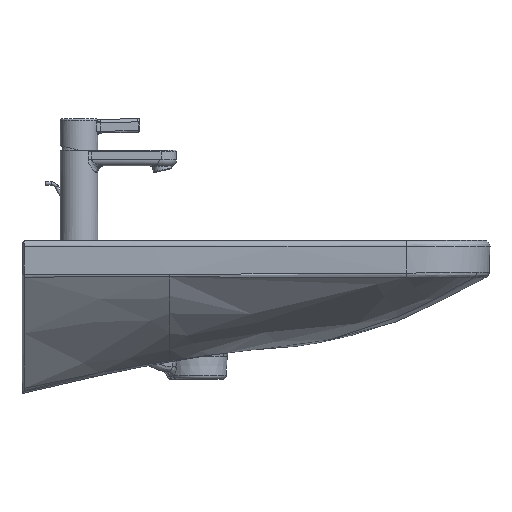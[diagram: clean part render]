
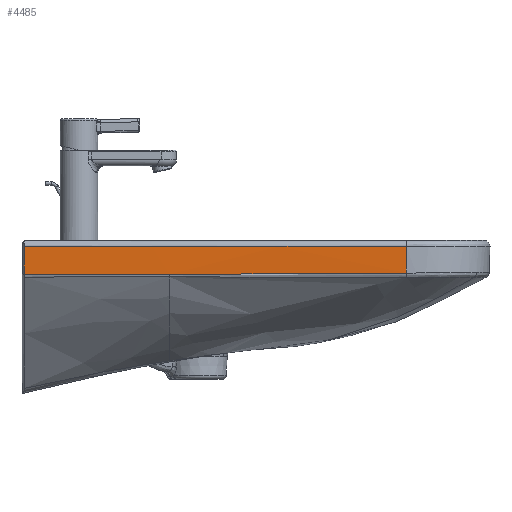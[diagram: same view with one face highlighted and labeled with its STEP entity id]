
A CAD part, front view. The second image highlights one B-rep face of the part: STEP entity #4485.
In plain terms, the highlighted conical face has half-angle 1.693 degrees and reference radius 14999.3 mm.
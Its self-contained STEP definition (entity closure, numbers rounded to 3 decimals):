
#3239=CARTESIAN_POINT('',(2.703,-323.84,-7.207));
#3240=VERTEX_POINT('',#3239);
#3254=CARTESIAN_POINT('',(467.996,-321.968,-7.207));
#3255=VERTEX_POINT('',#3254);
#3256=CARTESIAN_POINT('',(175.0,14675.5,-7.207));
#3257=DIRECTION('',(0.0,0.0,1.0));
#3258=DIRECTION('',(1.0,0.0,0.0));
#3259=AXIS2_PLACEMENT_3D('',#3256,#3257,#3258);
#3260=CIRCLE('',#3259,15000.33);
#3261=EDGE_CURVE('',#3240,#3255,#3260,.T.);
#4363=CARTESIAN_POINT('',(2.713,-322.841,-41.02));
#4364=VERTEX_POINT('',#4363);
#4374=CARTESIAN_POINT('',(2.703,-323.84,-7.207));
#4375=CARTESIAN_POINT('',(2.704,-323.713,-11.519));
#4376=CARTESIAN_POINT('',(2.706,-323.586,-15.831));
#4377=CARTESIAN_POINT('',(2.707,-323.458,-20.143));
#4378=CARTESIAN_POINT('',(2.709,-323.258,-26.906));
#4379=CARTESIAN_POINT('',(2.711,-323.058,-33.668));
#4380=CARTESIAN_POINT('',(2.712,-322.986,-36.119));
#4381=CARTESIAN_POINT('',(2.712,-322.913,-38.569));
#4382=CARTESIAN_POINT('',(2.713,-322.841,-41.02));
#4383=B_SPLINE_CURVE_WITH_KNOTS('',5,(#4374,#4375,#4376,#4377,#4378,#4379,#4380,#4381,#4382),.UNSPECIFIED.,.F.,.U.,(6,3,6),(57.953,88.457,105.792),.UNSPECIFIED.);
#4384=EDGE_CURVE('',#4364,#3240,#4383,.F.);
#4390=CARTESIAN_POINT('',(175.0,14675.5,-42.84));
#4391=DIRECTION('',(0.0,0.0,1.0));
#4392=DIRECTION('',(-0.012,-1.,0.0));
#4393=AXIS2_PLACEMENT_3D('',#4390,#4391,#4392);
#4394=CONICAL_SURFACE('',#4393,14999.277,1.693);
#4395=CARTESIAN_POINT('',(467.978,-321.008,-39.716));
#4396=VERTEX_POINT('',#4395);
#4397=CARTESIAN_POINT('',(467.978,-321.008,-39.716));
#4398=DIRECTION('',(0.001,-0.03,1.));
#4399=VECTOR('',#4398,32.523);
#4400=LINE('',#4397,#4399);
#4401=EDGE_CURVE('',#3255,#4396,#4400,.F.);
#4402=ORIENTED_EDGE('',*,*,#4401,.F.);
#4403=ORIENTED_EDGE('',*,*,#3261,.F.);
#4404=ORIENTED_EDGE('',*,*,#4384,.F.);
#4405=CARTESIAN_POINT('',(179.995,-323.823,-41.233));
#4406=VERTEX_POINT('',#4405);
#4407=CARTESIAN_POINT('',(179.995,-323.823,-41.233));
#4408=CARTESIAN_POINT('',(176.599,-323.824,-41.238));
#4409=CARTESIAN_POINT('',(173.205,-323.824,-41.242));
#4410=CARTESIAN_POINT('',(169.813,-323.824,-41.245));
#4411=CARTESIAN_POINT('',(156.303,-323.816,-41.257));
#4412=CARTESIAN_POINT('',(142.854,-323.794,-41.262));
#4413=CARTESIAN_POINT('',(132.899,-323.769,-41.263));
#4414=CARTESIAN_POINT('',(119.423,-323.725,-41.26));
#4415=CARTESIAN_POINT('',(105.934,-323.665,-41.251));
#4416=CARTESIAN_POINT('',(102.565,-323.649,-41.248));
#4417=CARTESIAN_POINT('',(95.87,-323.616,-41.242));
#4418=CARTESIAN_POINT('',(89.193,-323.579,-41.235));
#4419=CARTESIAN_POINT('',(85.686,-323.559,-41.231));
#4420=CARTESIAN_POINT('',(74.7,-323.492,-41.217));
#4421=CARTESIAN_POINT('',(63.751,-323.416,-41.198));
#4422=CARTESIAN_POINT('',(56.109,-323.357,-41.183));
#4423=CARTESIAN_POINT('',(42.953,-323.249,-41.153));
#4424=CARTESIAN_POINT('',(29.821,-323.127,-41.115));
#4425=CARTESIAN_POINT('',(24.312,-323.073,-41.098));
#4426=CARTESIAN_POINT('',(16.703,-322.995,-41.072));
#4427=CARTESIAN_POINT('',(9.096,-322.913,-41.044));
#4428=CARTESIAN_POINT('',(6.966,-322.889,-41.036));
#4429=CARTESIAN_POINT('',(4.836,-322.865,-41.028));
#4430=CARTESIAN_POINT('',(2.713,-322.841,-41.02));
#4431=B_SPLINE_CURVE_WITH_KNOTS('',5,(#4407,#4408,#4409,#4410,#4411,#4412,#4413,#4414,#4415,#4416,#4417,#4418,#4419,#4420,#4421,#4422,#4423,#4424,#4425,#4426,#4427,#4428,#4429,#4430),.UNSPECIFIED.,.F.,.U.,(6,3,3,3,3,3,3,6),(477.731,500.288,567.745,590.198,612.393,663.863,701.094,715.334),.UNSPECIFIED.);
#4432=EDGE_CURVE('',#4364,#4406,#4431,.F.);
#4433=ORIENTED_EDGE('',*,*,#4432,.T.);
#4434=CARTESIAN_POINT('',(179.995,-323.823,-41.232));
#4435=CARTESIAN_POINT('',(181.939,-323.823,-41.228));
#4436=CARTESIAN_POINT('',(183.881,-323.822,-41.222));
#4437=CARTESIAN_POINT('',(185.821,-323.821,-41.216));
#4438=CARTESIAN_POINT('',(188.016,-323.819,-41.209));
#4439=CARTESIAN_POINT('',(190.21,-323.818,-41.201));
#4440=CARTESIAN_POINT('',(192.405,-323.815,-41.191));
#4441=CARTESIAN_POINT('',(193.302,-323.814,-41.187));
#4442=CARTESIAN_POINT('',(194.148,-323.814,-41.183));
#4443=CARTESIAN_POINT('',(194.882,-323.813,-41.18));
#4444=CARTESIAN_POINT('',(195.712,-323.812,-41.176));
#4445=CARTESIAN_POINT('',(196.458,-323.811,-41.173));
#4446=CARTESIAN_POINT('',(197.366,-323.809,-41.168));
#4447=CARTESIAN_POINT('',(197.871,-323.809,-41.166));
#4448=CARTESIAN_POINT('',(198.426,-323.808,-41.163));
#4449=CARTESIAN_POINT('',(198.99,-323.807,-41.161));
#4450=CARTESIAN_POINT('',(205.583,-323.798,-41.13));
#4451=CARTESIAN_POINT('',(212.175,-323.784,-41.099));
#4452=CARTESIAN_POINT('',(218.767,-323.765,-41.067));
#4453=CARTESIAN_POINT('',(230.312,-323.733,-41.01));
#4454=CARTESIAN_POINT('',(241.855,-323.688,-40.952));
#4455=CARTESIAN_POINT('',(253.399,-323.629,-40.894));
#4456=CARTESIAN_POINT('',(268.252,-323.554,-40.82));
#4457=CARTESIAN_POINT('',(283.105,-323.457,-40.742));
#4458=CARTESIAN_POINT('',(297.958,-323.337,-40.667));
#4459=CARTESIAN_POINT('',(307.842,-323.257,-40.617));
#4460=CARTESIAN_POINT('',(317.814,-323.167,-40.568));
#4461=CARTESIAN_POINT('',(327.697,-323.068,-40.521));
#4462=CARTESIAN_POINT('',(337.61,-322.968,-40.474));
#4463=CARTESIAN_POINT('',(347.522,-322.859,-40.429));
#4464=CARTESIAN_POINT('',(357.434,-322.74,-40.383));
#4465=CARTESIAN_POINT('',(374.85,-322.53,-40.303));
#4466=CARTESIAN_POINT('',(392.395,-322.289,-40.226));
#4467=CARTESIAN_POINT('',(409.807,-322.019,-40.132));
#4468=CARTESIAN_POINT('',(415.585,-321.929,-40.101));
#4469=CARTESIAN_POINT('',(421.484,-321.834,-40.067));
#4470=CARTESIAN_POINT('',(427.262,-321.738,-40.031));
#4471=CARTESIAN_POINT('',(433.08,-321.642,-39.995));
#4472=CARTESIAN_POINT('',(438.897,-321.541,-39.955));
#4473=CARTESIAN_POINT('',(444.714,-321.438,-39.912));
#4474=CARTESIAN_POINT('',(448.615,-321.369,-39.883));
#4475=CARTESIAN_POINT('',(452.446,-321.299,-39.853));
#4476=CARTESIAN_POINT('',(456.347,-321.227,-39.82));
#4477=CARTESIAN_POINT('',(460.179,-321.156,-39.787));
#4478=CARTESIAN_POINT('',(464.149,-321.081,-39.754));
#4479=CARTESIAN_POINT('',(467.978,-321.008,-39.716));
#4480=B_SPLINE_CURVE_WITH_KNOTS('',3,(#4434,#4435,#4436,#4437,#4438,#4439,#4440,#4441,#4442,#4443,#4444,#4445,#4446,#4447,#4448,#4449,#4450,#4451,#4452,#4453,#4454,#4455,#4456,#4457,#4458,#4459,#4460,#4461,#4462,#4463,#4464,#4465,#4466,#4467,#4468,#4469,#4470,#4471,#4472,#4473,#4474,#4475,#4476,#4477,#4478,#4479),.UNSPECIFIED.,.F.,.U.,(4,3,3,3,3,3,3,3,3,3,3,3,3,3,3,4),(379.288,387.498,396.788,400.588,404.888,407.276,435.178,484.038,546.91,588.749,630.712,704.45,728.918,753.558,770.083,786.32),.UNSPECIFIED.);
#4481=EDGE_CURVE('',#4406,#4396,#4480,.T.);
#4482=ORIENTED_EDGE('',*,*,#4481,.T.);
#4483=EDGE_LOOP('',(#4402,#4403,#4404,#4433,#4482));
#4484=FACE_OUTER_BOUND('',#4483,.T.);
#4485=ADVANCED_FACE('',(#4484),#4394,.T.);
